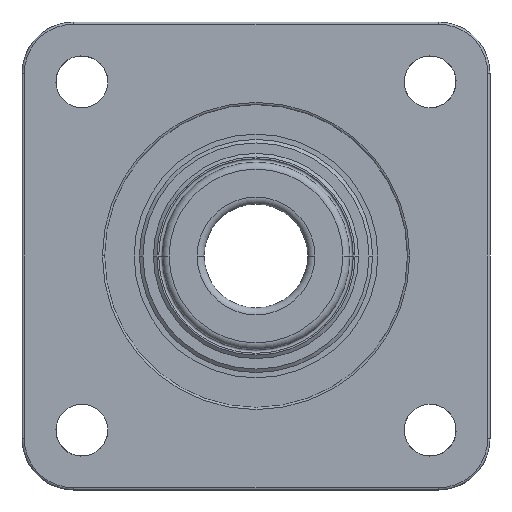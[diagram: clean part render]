
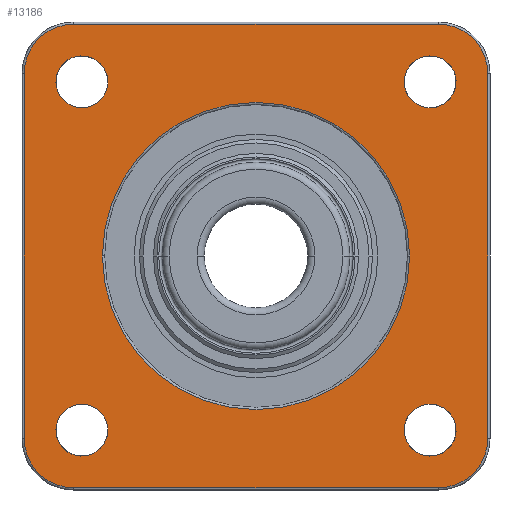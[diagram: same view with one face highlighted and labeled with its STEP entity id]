
A CAD part, left-side view. The second image highlights one B-rep face of the part: STEP entity #13186.
In plain terms, the highlighted planar face has unit normal (-1, 0, 0).
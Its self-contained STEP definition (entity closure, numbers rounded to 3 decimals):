
#9801=CARTESIAN_POINT('',(-13.68,32.,-32.));
#9802=DIRECTION('',(-1.,0.,0.));
#9803=DIRECTION('',(0.,-0.97,-0.243));
#9804=AXIS2_PLACEMENT_3D('',#9801,#9802,#9803);
#9809=CARTESIAN_POINT('',(-13.68,32.,32.));
#9810=DIRECTION('',(-1.,0.,0.));
#9811=DIRECTION('',(0.,0.,-1.));
#9812=AXIS2_PLACEMENT_3D('',#9809,#9810,#9811);
#9817=CARTESIAN_POINT('',(-13.68,-32.,32.));
#9818=DIRECTION('',(-1.,0.,0.));
#9819=DIRECTION('',(0.,0.,-1.));
#9820=AXIS2_PLACEMENT_3D('',#9817,#9818,#9819);
#9825=CARTESIAN_POINT('',(-13.68,-32.,-32.));
#9826=DIRECTION('',(-1.,0.,0.));
#9827=DIRECTION('',(0.,-0.243,0.97));
#9828=AXIS2_PLACEMENT_3D('',#9825,#9826,#9827);
#9833=CARTESIAN_POINT('',(-13.68,0.,0.));
#9834=DIRECTION('',(-1.,0.,0.));
#9835=DIRECTION('',(0.,-1.,0.));
#9836=AXIS2_PLACEMENT_3D('',#9833,#9834,#9835);
#9841=CARTESIAN_POINT('',(-13.68,0.,0.));
#9842=DIRECTION('',(-1.,0.,0.));
#9843=DIRECTION('',(0.,1.,0.));
#9844=AXIS2_PLACEMENT_3D('',#9841,#9842,#9843);
#9849=CARTESIAN_POINT('',(-13.68,33.475,-33.475));
#9850=DIRECTION('',(-1.,0.,0.));
#9851=DIRECTION('',(0.,1.,0.));
#9852=AXIS2_PLACEMENT_3D('',#9849,#9850,#9851);
#9857=DIRECTION('',(0.,0.,-1.));
#9858=VECTOR('',#9857,66.95);
#9859=CARTESIAN_POINT('',(-13.68,42.6,33.475));
#9860=LINE('',#9859,#9858);
#9864=CARTESIAN_POINT('',(-13.68,33.475,33.475));
#9865=DIRECTION('',(-1.,0.,0.));
#9866=DIRECTION('',(0.,0.,1.));
#9867=AXIS2_PLACEMENT_3D('',#9864,#9865,#9866);
#9872=DIRECTION('',(0.,1.,0.));
#9873=VECTOR('',#9872,66.95);
#9874=CARTESIAN_POINT('',(-13.68,-33.475,42.6));
#9875=LINE('',#9874,#9873);
#9879=CARTESIAN_POINT('',(-13.68,-33.475,33.475));
#9880=DIRECTION('',(-1.,0.,0.));
#9881=DIRECTION('',(0.,-1.,0.));
#9882=AXIS2_PLACEMENT_3D('',#9879,#9880,#9881);
#9887=DIRECTION('',(0.,0.,1.));
#9888=VECTOR('',#9887,66.95);
#9889=CARTESIAN_POINT('',(-13.68,-42.6,-33.475));
#9890=LINE('',#9889,#9888);
#9894=CARTESIAN_POINT('',(-13.68,-33.475,-33.475));
#9895=DIRECTION('',(-1.,0.,0.));
#9896=DIRECTION('',(0.,0.,-1.));
#9897=AXIS2_PLACEMENT_3D('',#9894,#9895,#9896);
#9902=DIRECTION('',(0.,-1.,0.));
#9903=VECTOR('',#9902,66.95);
#9904=CARTESIAN_POINT('',(-13.68,33.475,-42.6));
#9905=LINE('',#9904,#9903);
#9938=CARTESIAN_POINT('',(-13.68,32.,-32.));
#9939=DIRECTION('',(1.,0.,0.));
#9940=DIRECTION('',(0.,-0.97,-0.243));
#9941=AXIS2_PLACEMENT_3D('',#9938,#9939,#9940);
#10416=CARTESIAN_POINT('',(-13.68,-32.,-32.));
#10417=DIRECTION('',(1.,0.,0.));
#10418=DIRECTION('',(0.,-0.243,0.97));
#10419=AXIS2_PLACEMENT_3D('',#10416,#10417,#10418);
#11521=CARTESIAN_POINT('',(-13.68,32.,32.));
#11522=DIRECTION('',(1.,0.,0.));
#11523=DIRECTION('',(0.,0.,-1.));
#11524=AXIS2_PLACEMENT_3D('',#11521,#11522,#11523);
#11750=CARTESIAN_POINT('',(-13.68,-32.,32.));
#11751=DIRECTION('',(1.,0.,0.));
#11752=DIRECTION('',(0.,0.,-1.));
#11753=AXIS2_PLACEMENT_3D('',#11750,#11751,#11752);
#12741=CARTESIAN_POINT('',(-13.68,27.38,-33.156));
#12742=CARTESIAN_POINT('',(-13.68,32.,-27.238));
#12743=VERTEX_POINT('',#12741);
#12744=VERTEX_POINT('',#12742);
#12745=CARTESIAN_POINT('',(-13.68,32.,27.238));
#12746=CARTESIAN_POINT('',(-13.68,27.38,33.156));
#12747=VERTEX_POINT('',#12745);
#12748=VERTEX_POINT('',#12746);
#12749=CARTESIAN_POINT('',(-13.68,-32.,27.238));
#12750=CARTESIAN_POINT('',(-13.68,-33.156,27.38));
#12751=VERTEX_POINT('',#12749);
#12752=VERTEX_POINT('',#12750);
#12753=CARTESIAN_POINT('',(-13.68,-33.156,-27.38));
#12754=CARTESIAN_POINT('',(-13.68,-32.,-27.238));
#12755=VERTEX_POINT('',#12753);
#12756=VERTEX_POINT('',#12754);
#12809=CARTESIAN_POINT('',(-13.68,-28.22,0.));
#12810=CARTESIAN_POINT('',(-13.68,28.22,0.));
#12811=VERTEX_POINT('',#12809);
#12812=VERTEX_POINT('',#12810);
#12877=CARTESIAN_POINT('',(-13.68,42.6,-33.475));
#12878=CARTESIAN_POINT('',(-13.68,33.475,-42.6));
#12879=VERTEX_POINT('',#12877);
#12880=VERTEX_POINT('',#12878);
#12885=CARTESIAN_POINT('',(-13.68,-33.475,-42.6));
#12886=VERTEX_POINT('',#12885);
#12889=CARTESIAN_POINT('',(-13.68,-42.6,-33.475));
#12890=VERTEX_POINT('',#12889);
#12893=CARTESIAN_POINT('',(-13.68,-42.6,33.475));
#12894=VERTEX_POINT('',#12893);
#12897=CARTESIAN_POINT('',(-13.68,-33.475,42.6));
#12898=VERTEX_POINT('',#12897);
#12901=CARTESIAN_POINT('',(-13.68,33.475,42.6));
#12902=VERTEX_POINT('',#12901);
#12905=CARTESIAN_POINT('',(-13.68,42.6,33.475));
#12906=VERTEX_POINT('',#12905);
#13133=CARTESIAN_POINT('',(-13.68,0.,0.));
#13134=DIRECTION('',(1.,0.,0.));
#13135=DIRECTION('',(0.,-1.,0.));
#13136=AXIS2_PLACEMENT_3D('',#13133,#13134,#13135);
#13137=PLANE('',#13136);
#13139=ORIENTED_EDGE('',*,*,#13138,.F.);
#13141=ORIENTED_EDGE('',*,*,#13140,.F.);
#13143=ORIENTED_EDGE('',*,*,#13142,.F.);
#13145=ORIENTED_EDGE('',*,*,#13144,.F.);
#13147=ORIENTED_EDGE('',*,*,#13146,.F.);
#13149=ORIENTED_EDGE('',*,*,#13148,.F.);
#13151=ORIENTED_EDGE('',*,*,#13150,.F.);
#13153=ORIENTED_EDGE('',*,*,#13152,.F.);
#13154=EDGE_LOOP('',(#13139,#13141,#13143,#13145,#13147,#13149,#13151,#13153));
#13155=FACE_OUTER_BOUND('',#13154,.F.);
#13157=ORIENTED_EDGE('',*,*,#13156,.F.);
#13159=ORIENTED_EDGE('',*,*,#13158,.T.);
#13160=EDGE_LOOP('',(#13157,#13159));
#13161=FACE_BOUND('',#13160,.F.);
#13163=ORIENTED_EDGE('',*,*,#13162,.F.);
#13165=ORIENTED_EDGE('',*,*,#13164,.T.);
#13166=EDGE_LOOP('',(#13163,#13165));
#13167=FACE_BOUND('',#13166,.F.);
#13169=ORIENTED_EDGE('',*,*,#13168,.F.);
#13171=ORIENTED_EDGE('',*,*,#13170,.T.);
#13172=EDGE_LOOP('',(#13169,#13171));
#13173=FACE_BOUND('',#13172,.F.);
#13175=ORIENTED_EDGE('',*,*,#13174,.T.);
#13177=ORIENTED_EDGE('',*,*,#13176,.T.);
#13178=EDGE_LOOP('',(#13175,#13177));
#13179=FACE_BOUND('',#13178,.F.);
#13181=ORIENTED_EDGE('',*,*,#13180,.F.);
#13183=ORIENTED_EDGE('',*,*,#13182,.T.);
#13184=EDGE_LOOP('',(#13181,#13183));
#13185=FACE_BOUND('',#13184,.F.);
#9805=CIRCLE('',#9804,4.763);
#9813=CIRCLE('',#9812,4.763);
#9821=CIRCLE('',#9820,4.763);
#9829=CIRCLE('',#9828,4.763);
#9837=CIRCLE('',#9836,28.22);
#9845=CIRCLE('',#9844,28.22);
#9853=CIRCLE('',#9852,9.125);
#9868=CIRCLE('',#9867,9.125);
#9883=CIRCLE('',#9882,9.125);
#9898=CIRCLE('',#9897,9.125);
#9942=CIRCLE('',#9941,4.763);
#10420=CIRCLE('',#10419,4.763);
#11525=CIRCLE('',#11524,4.763);
#11754=CIRCLE('',#11753,4.763);
#13138=EDGE_CURVE('',#12879,#12880,#9853,.T.);
#13140=EDGE_CURVE('',#12906,#12879,#9860,.T.);
#13142=EDGE_CURVE('',#12902,#12906,#9868,.T.);
#13144=EDGE_CURVE('',#12898,#12902,#9875,.T.);
#13146=EDGE_CURVE('',#12894,#12898,#9883,.T.);
#13148=EDGE_CURVE('',#12890,#12894,#9890,.T.);
#13150=EDGE_CURVE('',#12886,#12890,#9898,.T.);
#13152=EDGE_CURVE('',#12880,#12886,#9905,.T.);
#13156=EDGE_CURVE('',#12747,#12748,#11525,.T.);
#13158=EDGE_CURVE('',#12747,#12748,#9813,.T.);
#13162=EDGE_CURVE('',#12751,#12752,#11754,.T.);
#13164=EDGE_CURVE('',#12751,#12752,#9821,.T.);
#13168=EDGE_CURVE('',#12755,#12756,#10420,.T.);
#13170=EDGE_CURVE('',#12755,#12756,#9829,.T.);
#13174=EDGE_CURVE('',#12811,#12812,#9837,.T.);
#13176=EDGE_CURVE('',#12812,#12811,#9845,.T.);
#13180=EDGE_CURVE('',#12743,#12744,#9942,.T.);
#13182=EDGE_CURVE('',#12743,#12744,#9805,.T.);
#13186=ADVANCED_FACE('',(#13155,#13161,#13167,#13173,#13179,#13185),#13137,.F.);
